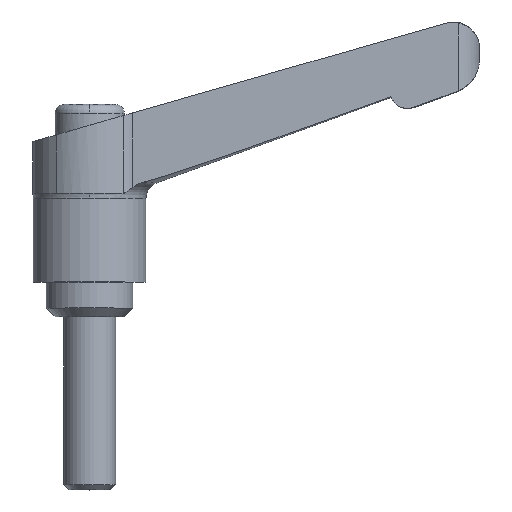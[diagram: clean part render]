
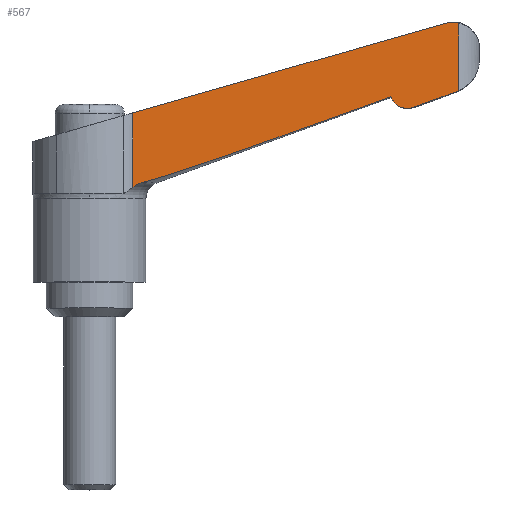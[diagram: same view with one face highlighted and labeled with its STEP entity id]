
A CAD part, top view. The second image highlights one B-rep face of the part: STEP entity #567.
In plain terms, the highlighted planar face has unit normal (0.035, 0, 0.999).
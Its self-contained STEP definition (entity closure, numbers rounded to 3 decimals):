
#267 = EDGE_CURVE( '', #295, #311, #754, .T. );
#279 = EDGE_CURVE( '', #669, #685, #766, .T. );
#283 = EDGE_CURVE( '', #405, #561, #770, .T. );
#295 = VERTEX_POINT( '', #782 );
#311 = VERTEX_POINT( '', #800 );
#317 = EDGE_CURVE( '', #411, #469, #806, .T. );
#363 = EDGE_CURVE( '', #711, #561, #855, .T. );
#375 = EDGE_CURVE( '', #311, #669, #867, .T. );
#405 = VERTEX_POINT( '', #897 );
#411 = VERTEX_POINT( '', #903 );
#469 = VERTEX_POINT( '', #969 );
#535 = EDGE_CURVE( '', #711, #295, #1044, .T. );
#561 = VERTEX_POINT( '', #1076 );
#567 = ADVANCED_FACE( '', ( #1082 ), #1083, .F. );
#605 = EDGE_CURVE( '', #685, #411, #1125, .T. );
#669 = VERTEX_POINT( '', #1197 );
#673 = EDGE_CURVE( '', #405, #469, #1201, .T. );
#685 = VERTEX_POINT( '', #1213 );
#711 = VERTEX_POINT( '', #1243 );
#754 = ( B_SPLINE_CURVE( 2, ( #1292, #1293, #1294 ), .UNSPECIFIED., .F., .F. )B_SPLINE_CURVE_WITH_KNOTS( ( 3, 3 ), ( 0., 5.151 ), .UNSPECIFIED. )RATIONAL_B_SPLINE_CURVE( ( 1., 1.002, 1. ) )BOUNDED_CURVE(  )REPRESENTATION_ITEM( '' )GEOMETRIC_REPRESENTATION_ITEM(  )CURVE(  ) );
#766 = ( B_SPLINE_CURVE( 2, ( #1317, #1318, #1319 ), .UNSPECIFIED., .F., .F. )B_SPLINE_CURVE_WITH_KNOTS( ( 3, 3 ), ( 0., 30.397 ), .UNSPECIFIED. )RATIONAL_B_SPLINE_CURVE( ( 1., 1.349, 1. ) )BOUNDED_CURVE(  )REPRESENTATION_ITEM( '' )GEOMETRIC_REPRESENTATION_ITEM(  )CURVE(  ) );
#770 = B_SPLINE_CURVE_WITH_KNOTS( '', 3, ( #1332, #1333, #1334, #1335, #1336, #1337, #1338, #1339, #1340, #1341 ), .UNSPECIFIED., .F., .F., ( 4, 2, 2, 2, 4 ), ( 12.59, 12.819, 13.381, 13.941, 14.115 ), .UNSPECIFIED. );
#782 = CARTESIAN_POINT( '', ( 42.207, 25.927, 3.677 ) );
#800 = CARTESIAN_POINT( '', ( 37.365, 24.178, 3.846 ) );
#806 = LINE( '', #1413, #1414 );
#855 = LINE( '', #1495, #1496 );
#867 = B_SPLINE_CURVE_WITH_KNOTS( '', 3, ( #1511, #1512, #1513, #1514, #1515, #1516, #1517, #1518, #1519, #1520, #1521, #1522, #1523, #1524, #1525, #1526, #1527, #1528, #1529, #1530 ), .UNSPECIFIED., .F., .F., ( 4, 2, 2, 2, 2, 2, 2, 2, 2, 4 ), ( 2.315, 2.601, 2.976, 3.351, 3.726, 4.1, 4.473, 4.844, 5.215, 5.298 ), .UNSPECIFIED. );
#897 = CARTESIAN_POINT( '', ( 41.52, 34.002, 3.701 ) );
#903 = CARTESIAN_POINT( '', ( 4.96, 14.953, 4.977 ) );
#969 = CARTESIAN_POINT( '', ( 4.96, 23.518, 4.977 ) );
#1044 = B_SPLINE_CURVE_WITH_KNOTS( '', 3, ( #1840, #1841, #1842, #1843, #1844, #1845 ), .UNSPECIFIED., .F., .F., ( 4, 2, 4 ), ( 4.198, 4.45, 4.626 ), .UNSPECIFIED. );
#1076 = CARTESIAN_POINT( '', ( 42.611, 33.919, 3.662 ) );
#1082 = FACE_OUTER_BOUND( '', #1891, .T. );
#1083 = PLANE( '', #1892 );
#1125 = B_SPLINE_CURVE_WITH_KNOTS( '', 3, ( #1971, #1972, #1973, #1974, #1975, #1976, #1977, #1978 ), .UNSPECIFIED., .F., .F., ( 4, 2, 2, 4 ), ( 4.101, 4.299, 4.805, 5.256 ), .UNSPECIFIED. );
#1197 = CARTESIAN_POINT( '', ( 34.777, 25.373, 3.936 ) );
#1201 = LINE( '', #2087, #2088 );
#1213 = CARTESIAN_POINT( '', ( 6.056, 15.479, 4.939 ) );
#1243 = CARTESIAN_POINT( '', ( 42.611, 26.098, 3.662 ) );
#1292 = CARTESIAN_POINT( '', ( 42.207, 25.927, 3.677 ) );
#1293 = CARTESIAN_POINT( '', ( 39.641, 24.999, 3.766 ) );
#1294 = CARTESIAN_POINT( '', ( 37.365, 24.178, 3.846 ) );
#1317 = CARTESIAN_POINT( '', ( 34.777, 25.373, 3.936 ) );
#1318 = CARTESIAN_POINT( '', ( 11.299, 16.916, 4.756 ) );
#1319 = CARTESIAN_POINT( '', ( 6.056, 15.479, 4.939 ) );
#1332 = CARTESIAN_POINT( '', ( 41.004, 33.903, 3.719 ) );
#1333 = CARTESIAN_POINT( '', ( 41.083, 33.925, 3.716 ) );
#1334 = CARTESIAN_POINT( '', ( 41.164, 33.945, 3.713 ) );
#1335 = CARTESIAN_POINT( '', ( 41.446, 34.001, 3.703 ) );
#1336 = CARTESIAN_POINT( '', ( 41.65, 34.019, 3.696 ) );
#1337 = CARTESIAN_POINT( '', ( 42.023, 34.019, 3.683 ) );
#1338 = CARTESIAN_POINT( '', ( 42.227, 34.001, 3.676 ) );
#1339 = CARTESIAN_POINT( '', ( 42.489, 33.949, 3.667 ) );
#1340 = CARTESIAN_POINT( '', ( 42.55, 33.935, 3.665 ) );
#1341 = CARTESIAN_POINT( '', ( 42.611, 33.919, 3.662 ) );
#1413 = CARTESIAN_POINT( '', ( 4.96, 0., 4.977 ) );
#1414 = VECTOR( '', #2213, 1. );
#1495 = CARTESIAN_POINT( '', ( 42.611, 0., 3.662 ) );
#1496 = VECTOR( '', #2258, 1. );
#1511 = CARTESIAN_POINT( '', ( 37.365, 24.178, 3.846 ) );
#1512 = CARTESIAN_POINT( '', ( 37.272, 24.144, 3.849 ) );
#1513 = CARTESIAN_POINT( '', ( 37.172, 24.116, 3.852 ) );
#1514 = CARTESIAN_POINT( '', ( 36.936, 24.069, 3.861 ) );
#1515 = CARTESIAN_POINT( '', ( 36.8, 24.057, 3.865 ) );
#1516 = CARTESIAN_POINT( '', ( 36.55, 24.057, 3.874 ) );
#1517 = CARTESIAN_POINT( '', ( 36.413, 24.069, 3.879 ) );
#1518 = CARTESIAN_POINT( '', ( 36.146, 24.122, 3.888 ) );
#1519 = CARTESIAN_POINT( '', ( 36.015, 24.163, 3.893 ) );
#1520 = CARTESIAN_POINT( '', ( 35.784, 24.258, 3.901 ) );
#1521 = CARTESIAN_POINT( '', ( 35.663, 24.321, 3.905 ) );
#1522 = CARTESIAN_POINT( '', ( 35.437, 24.471, 3.913 ) );
#1523 = CARTESIAN_POINT( '', ( 35.332, 24.558, 3.917 ) );
#1524 = CARTESIAN_POINT( '', ( 35.156, 24.733, 3.923 ) );
#1525 = CARTESIAN_POINT( '', ( 35.069, 24.837, 3.926 ) );
#1526 = CARTESIAN_POINT( '', ( 34.919, 25.061, 3.931 ) );
#1527 = CARTESIAN_POINT( '', ( 34.855, 25.181, 3.933 ) );
#1528 = CARTESIAN_POINT( '', ( 34.797, 25.32, 3.935 ) );
#1529 = CARTESIAN_POINT( '', ( 34.787, 25.346, 3.936 ) );
#1530 = CARTESIAN_POINT( '', ( 34.777, 25.373, 3.936 ) );
#1840 = CARTESIAN_POINT( '', ( 42.611, 26.098, 3.662 ) );
#1841 = CARTESIAN_POINT( '', ( 42.532, 26.059, 3.665 ) );
#1842 = CARTESIAN_POINT( '', ( 42.453, 26.024, 3.668 ) );
#1843 = CARTESIAN_POINT( '', ( 42.321, 25.969, 3.673 ) );
#1844 = CARTESIAN_POINT( '', ( 42.265, 25.947, 3.675 ) );
#1845 = CARTESIAN_POINT( '', ( 42.207, 25.927, 3.677 ) );
#1891 = EDGE_LOOP( '', ( #2547, #2548, #2549, #2550, #2551, #2552, #2553, #2554, #2555 ) );
#1892 = AXIS2_PLACEMENT_3D( '', #2556, #2557, #2558 );
#1971 = CARTESIAN_POINT( '', ( 6.056, 15.479, 4.939 ) );
#1972 = CARTESIAN_POINT( '', ( 5.989, 15.461, 4.941 ) );
#1973 = CARTESIAN_POINT( '', ( 5.924, 15.44, 4.944 ) );
#1974 = CARTESIAN_POINT( '', ( 5.701, 15.365, 4.951 ) );
#1975 = CARTESIAN_POINT( '', ( 5.53, 15.294, 4.957 ) );
#1976 = CARTESIAN_POINT( '', ( 5.222, 15.132, 4.968 ) );
#1977 = CARTESIAN_POINT( '', ( 5.083, 15.044, 4.973 ) );
#1978 = CARTESIAN_POINT( '', ( 4.96, 14.953, 4.977 ) );
#2087 = CARTESIAN_POINT( '', ( -4.505, 20.804, 5.308 ) );
#2088 = VECTOR( '', #2692, 1. );
#2213 = DIRECTION( '', ( 0., 1., 0. ) );
#2258 = DIRECTION( '', ( 0., 1., 0. ) );
#2547 = ORIENTED_EDGE( '', *, *, #673, .T. );
#2548 = ORIENTED_EDGE( '', *, *, #317, .F. );
#2549 = ORIENTED_EDGE( '', *, *, #605, .F. );
#2550 = ORIENTED_EDGE( '', *, *, #279, .F. );
#2551 = ORIENTED_EDGE( '', *, *, #375, .F. );
#2552 = ORIENTED_EDGE( '', *, *, #267, .F. );
#2553 = ORIENTED_EDGE( '', *, *, #535, .F. );
#2554 = ORIENTED_EDGE( '', *, *, #363, .T. );
#2555 = ORIENTED_EDGE( '', *, *, #283, .F. );
#2556 = CARTESIAN_POINT( '', ( 4.96, 0., 4.977 ) );
#2557 = DIRECTION( '', ( -0.035, 0., -0.999 ) );
#2558 = DIRECTION( '', ( -0.999, 0., 0.035 ) );
#2692 = DIRECTION( '', ( -0.961, -0.275, 0.034 ) );
